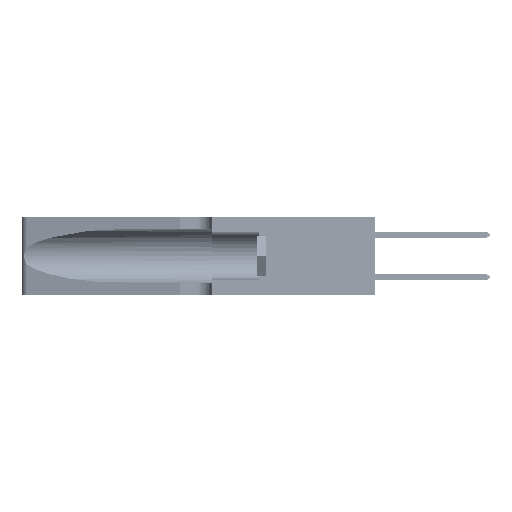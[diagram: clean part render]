
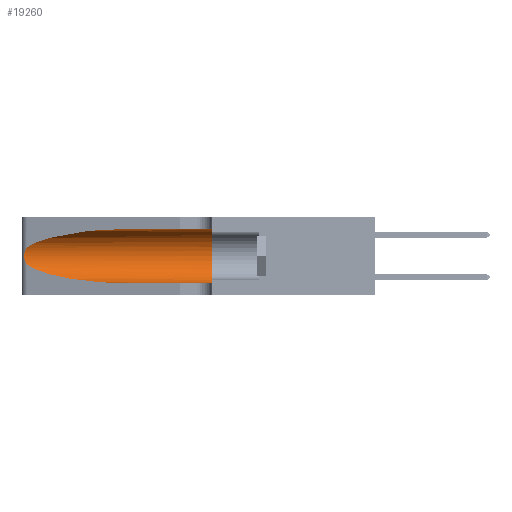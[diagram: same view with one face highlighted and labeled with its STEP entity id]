
A CAD part, left-side view. The second image highlights one B-rep face of the part: STEP entity #19260.
In plain terms, the highlighted cylindrical face has radius 3.308 mm (diameter 6.617 mm), a partial arc.
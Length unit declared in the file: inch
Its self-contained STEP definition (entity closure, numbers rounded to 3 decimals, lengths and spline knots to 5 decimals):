
#147 = DIRECTION ( 'NONE',  ( 0., -1., 0. ) ) ;
#388 = VERTEX_POINT ( 'NONE', #20155 ) ;
#426 = CARTESIAN_POINT ( 'NONE',  ( 0.26075, 1.23896, 0.178 ) ) ;
#462 = ORIENTED_EDGE ( 'NONE', *, *, #3483, .F. ) ;
#1026 = CARTESIAN_POINT ( 'NONE',  ( 0.1305, 0.72297, 0.31525 ) ) ;
#1885 = LINE ( 'NONE', #8259, #42577 ) ;
#3483 = EDGE_CURVE ( 'NONE', #23304, #388, #1885, .T. ) ;
#3854 = CARTESIAN_POINT ( 'NONE',  ( 0.25487, 1.22718, 0.22369 ) ) ;
#4474 = CARTESIAN_POINT ( 'NONE',  ( 0.25856, 1.23593, 0.16098 ) ) ;
#4612 = VERTEX_POINT ( 'NONE', #15459 ) ;
#4719 = VERTEX_POINT ( 'NONE', #47169 ) ;
#6263 = AXIS2_PLACEMENT_3D ( 'NONE', #12750, #40195, #16766 ) ;
#7593 = EDGE_CURVE ( 'NONE', #4719, #4612, #45969, .T. ) ;
#8259 = CARTESIAN_POINT ( 'NONE',  ( 0.1305, 1.61858, 0.31525 ) ) ;
#8538 = CARTESIAN_POINT ( 'NONE',  ( 0.25639, 1.23186, 0.15144 ) ) ;
#8628 = EDGE_CURVE ( 'NONE', #4612, #17430, #36959, .T. ) ;
#10670 = LINE ( 'NONE', #12538, #30352 ) ;
#11789 = CARTESIAN_POINT ( 'NONE',  ( 0.1305, 0.35, 0.05475 ) ) ;
#12023 = VERTEX_POINT ( 'NONE', #11789 ) ;
#12507 = CARTESIAN_POINT ( 'NONE',  ( 0.25487, 1.22718, 0.14631 ) ) ;
#12538 = CARTESIAN_POINT ( 'NONE',  ( 0.1305, 1.61858, 0.05475 ) ) ;
#12655 = DIRECTION ( 'NONE',  ( 0., -1., 0. ) ) ;
#12698 = DIRECTION ( 'NONE',  ( 0., -1., 0. ) ) ;
#12750 = CARTESIAN_POINT ( 'NONE',  ( 0.1305, 0.35, 0.185 ) ) ;
#15230 = CARTESIAN_POINT ( 'NONE',  ( 0.25487, 1.22718, 0.14631 ) ) ;
#15459 = CARTESIAN_POINT ( 'NONE',  ( 0.25487, 1.22718, 0.14631 ) ) ;
#16325 = CARTESIAN_POINT ( 'NONE',  ( 0.25639, 1.23184, 0.21858 ) ) ;
#16766 = DIRECTION ( 'NONE',  ( 0., 0., 1. ) ) ;
#17430 = VERTEX_POINT ( 'NONE', #26142 ) ;
#18529 = ORIENTED_EDGE ( 'NONE', *, *, #23746, .T. ) ;
#19260 = ADVANCED_FACE ( 'NONE', ( #46567 ), #33840, .F. ) ;
#19671 = CARTESIAN_POINT ( 'NONE',  ( 0.1305, 0.72297, 0.31525 ) ) ;
#19690 = ORIENTED_EDGE ( 'NONE', *, *, #7593, .T. ) ;
#20155 = CARTESIAN_POINT ( 'NONE',  ( 0.1305, 0.35, 0.31525 ) ) ;
#20266 = CARTESIAN_POINT ( 'NONE',  ( 0.25854, 1.2359, 0.20912 ) ) ;
#20427 = DIRECTION ( 'NONE',  ( 0., 0., -1. ) ) ;
#23092 = CARTESIAN_POINT ( 'NONE',  ( 0.18966, 0.96281, 0.05475 ) ) ;
#23304 = VERTEX_POINT ( 'NONE', #1026 ) ;
#23746 = EDGE_CURVE ( 'NONE', #17430, #12023, #10670, .T. ) ;
#24077 =( BOUNDED_CURVE ( )  B_SPLINE_CURVE ( 3, ( #19671, #50845, #27553, #3854 ),
 .UNSPECIFIED., .F., .T. ) 
 B_SPLINE_CURVE_WITH_KNOTS ( ( 4, 4 ),
 ( 1.5708, 2.84003 ),
 .UNSPECIFIED. ) 
 CURVE ( )  GEOMETRIC_REPRESENTATION_ITEM ( )  RATIONAL_B_SPLINE_CURVE ( ( 1., 0.87, 0.87, 1. ) ) 
 REPRESENTATION_ITEM ( '' )  );
#24208 = CARTESIAN_POINT ( 'NONE',  ( 0.26075, 1.23896, 0.19203 ) ) ;
#25272 = ORIENTED_EDGE ( 'NONE', *, *, #8628, .T. ) ;
#26142 = CARTESIAN_POINT ( 'NONE',  ( 0.1305, 0.72297, 0.05475 ) ) ;
#27553 = CARTESIAN_POINT ( 'NONE',  ( 0.2373, 1.15595, 0.28018 ) ) ;
#28152 = CARTESIAN_POINT ( 'NONE',  ( 0.26017, 1.23833, 0.17102 ) ) ;
#30352 = VECTOR ( 'NONE', #12698, 39.37008 ) ;
#30817 = ORIENTED_EDGE ( 'NONE', *, *, #34464, .F. ) ;
#31630 = EDGE_CURVE ( 'NONE', #23304, #4719, #24077, .T. ) ;
#32096 = CARTESIAN_POINT ( 'NONE',  ( 0.25789, 1.23486, 0.15765 ) ) ;
#32183 = CIRCLE ( 'NONE', #6263, 0.13025 ) ;
#33840 = CYLINDRICAL_SURFACE ( 'NONE', #38924, 0.13025 ) ;
#34464 = EDGE_CURVE ( 'NONE', #388, #12023, #32183, .T. ) ;
#35821 = EDGE_LOOP ( 'NONE', ( #38672, #19690, #25272, #18529, #30817, #462 ) ) ;
#35852 = CARTESIAN_POINT ( 'NONE',  ( 0.25487, 1.22718, 0.22369 ) ) ;
#36020 = CARTESIAN_POINT ( 'NONE',  ( 0.25555, 1.22993, 0.14849 ) ) ;
#36187 = CARTESIAN_POINT ( 'NONE',  ( 0.1305, 1.61858, 0.185 ) ) ;
#36959 =( BOUNDED_CURVE ( )  B_SPLINE_CURVE ( 3, ( #15230, #42414, #23092, #50334 ),
 .UNSPECIFIED., .F., .F. ) 
 B_SPLINE_CURVE_WITH_KNOTS ( ( 4, 4 ),
 ( 3.44316, 4.71239 ),
 .UNSPECIFIED. ) 
 CURVE ( )  GEOMETRIC_REPRESENTATION_ITEM ( )  RATIONAL_B_SPLINE_CURVE ( ( 1., 0.87, 0.87, 1. ) ) 
 REPRESENTATION_ITEM ( '' )  );
#38672 = ORIENTED_EDGE ( 'NONE', *, *, #31630, .T. ) ;
#38924 = AXIS2_PLACEMENT_3D ( 'NONE', #36187, #12655, #20427 ) ;
#39770 = CARTESIAN_POINT ( 'NONE',  ( 0.25555, 1.22994, 0.2215 ) ) ;
#40195 = DIRECTION ( 'NONE',  ( 0., 1., 0. ) ) ;
#42414 = CARTESIAN_POINT ( 'NONE',  ( 0.2373, 1.15595, 0.08982 ) ) ;
#42577 = VECTOR ( 'NONE', #147, 39.37008 ) ;
#43658 = CARTESIAN_POINT ( 'NONE',  ( 0.25787, 1.23484, 0.2124 ) ) ;
#45969 = B_SPLINE_CURVE_WITH_KNOTS ( 'NONE', 3,
 ( #35852, #39770, #16325, #43658, #20266, #47526, #24208, #426, #28152, #4474, #32096, #8538, #36020, #12507 ),
 .UNSPECIFIED., .F., .F.,
 ( 4, 2, 2, 2, 2, 2, 4 ),
 ( 0., 0.00027, 0.00053, 0.00107, 0.0016, 0.00187, 0.00214 ),
 .UNSPECIFIED. ) ;
#46567 = FACE_OUTER_BOUND ( 'NONE', #35821, .T. ) ;
#47169 = CARTESIAN_POINT ( 'NONE',  ( 0.25487, 1.22718, 0.22369 ) ) ;
#47526 = CARTESIAN_POINT ( 'NONE',  ( 0.26018, 1.23835, 0.19895 ) ) ;
#50334 = CARTESIAN_POINT ( 'NONE',  ( 0.1305, 0.72297, 0.05475 ) ) ;
#50845 = CARTESIAN_POINT ( 'NONE',  ( 0.18966, 0.96281, 0.31525 ) ) ;
